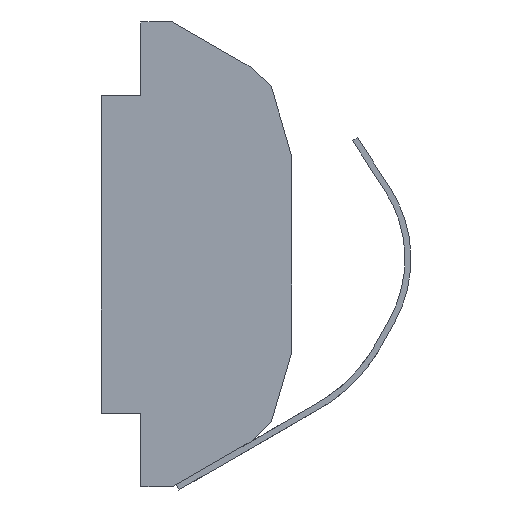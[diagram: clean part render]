
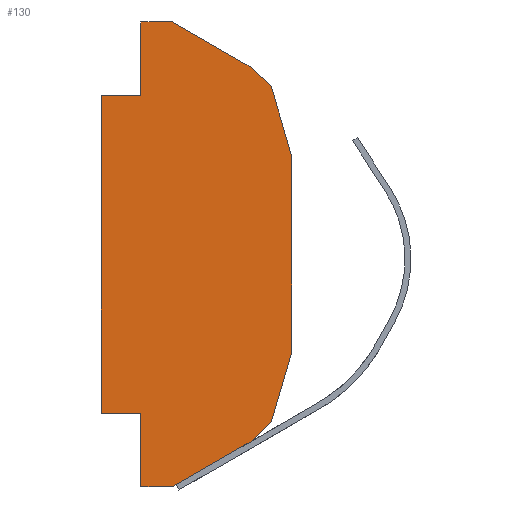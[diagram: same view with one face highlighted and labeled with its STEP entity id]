
A CAD part, left-side view. The second image highlights one B-rep face of the part: STEP entity #130.
In plain terms, the highlighted planar face has unit normal (-1, 0, 0).
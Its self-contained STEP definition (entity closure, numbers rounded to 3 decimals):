
#130=ADVANCED_FACE('',(#283),#284,.F.);
#283=FACE_OUTER_BOUND('',#458,.T.);
#284=PLANE('',#459);
#458=EDGE_LOOP('',(#774,#775,#776,#777,#778,#779,#780,#781,#782,#783,#784,#785,#786,#787));
#459=AXIS2_PLACEMENT_3D('',#788,#789,#790);
#774=ORIENTED_EDGE('',*,*,#1195,.F.);
#775=ORIENTED_EDGE('',*,*,#1153,.F.);
#776=ORIENTED_EDGE('',*,*,#1158,.F.);
#777=ORIENTED_EDGE('',*,*,#1162,.F.);
#778=ORIENTED_EDGE('',*,*,#1166,.F.);
#779=ORIENTED_EDGE('',*,*,#1170,.F.);
#780=ORIENTED_EDGE('',*,*,#1201,.F.);
#781=ORIENTED_EDGE('',*,*,#1174,.F.);
#782=ORIENTED_EDGE('',*,*,#1179,.F.);
#783=ORIENTED_EDGE('',*,*,#1182,.F.);
#784=ORIENTED_EDGE('',*,*,#1138,.F.);
#785=ORIENTED_EDGE('',*,*,#1186,.F.);
#786=ORIENTED_EDGE('',*,*,#1192,.F.);
#787=ORIENTED_EDGE('',*,*,#1202,.F.);
#788=CARTESIAN_POINT('',(-8.0,-1.198,0.0));
#789=DIRECTION('',(1.0,0.0,0.0));
#790=DIRECTION('',(0.0,0.0,-1.0));
#1138=EDGE_CURVE('',#1391,#1393,#1394,.T.);
#1153=EDGE_CURVE('',#1415,#1417,#1418,.T.);
#1158=EDGE_CURVE('',#1423,#1415,#1425,.T.);
#1162=EDGE_CURVE('',#1429,#1423,#1431,.T.);
#1166=EDGE_CURVE('',#1435,#1429,#1437,.T.);
#1170=EDGE_CURVE('',#1441,#1435,#1443,.T.);
#1174=EDGE_CURVE('',#1448,#1450,#1451,.T.);
#1179=EDGE_CURVE('',#1456,#1448,#1458,.T.);
#1182=EDGE_CURVE('',#1393,#1456,#1461,.T.);
#1186=EDGE_CURVE('',#1465,#1391,#1467,.T.);
#1192=EDGE_CURVE('',#1473,#1465,#1475,.T.);
#1195=EDGE_CURVE('',#1417,#1479,#1480,.T.);
#1201=EDGE_CURVE('',#1450,#1441,#1486,.T.);
#1202=EDGE_CURVE('',#1479,#1473,#1487,.T.);
#1391=VERTEX_POINT('',#1791);
#1393=VERTEX_POINT('',#1794);
#1394=LINE('',#1795,#1796);
#1415=VERTEX_POINT('',#1824);
#1417=VERTEX_POINT('',#1827);
#1418=LINE('',#1828,#1829);
#1423=VERTEX_POINT('',#1836);
#1425=LINE('',#1839,#1840);
#1429=VERTEX_POINT('',#1845);
#1431=LINE('',#1848,#1849);
#1435=VERTEX_POINT('',#1854);
#1437=LINE('',#1857,#1858);
#1441=VERTEX_POINT('',#1863);
#1443=LINE('',#1866,#1867);
#1448=VERTEX_POINT('',#1873);
#1450=VERTEX_POINT('',#1876);
#1451=LINE('',#1877,#1878);
#1456=VERTEX_POINT('',#1885);
#1458=LINE('',#1888,#1889);
#1461=LINE('',#1893,#1894);
#1465=VERTEX_POINT('',#1899);
#1467=LINE('',#1902,#1903);
#1473=VERTEX_POINT('',#1912);
#1475=LINE('',#1915,#1916);
#1479=VERTEX_POINT('',#1921);
#1480=LINE('',#1922,#1923);
#1486=LINE('',#1932,#1933);
#1487=LINE('',#1934,#1935);
#1791=CARTESIAN_POINT('',(-8.0,-2.775,-4.71));
#1794=CARTESIAN_POINT('',(-8.0,-0.8,-5.85));
#1795=CARTESIAN_POINT('',(-8.0,-2.775,-4.71));
#1796=VECTOR('',#2189,2.28);
#1824=CARTESIAN_POINT('',(-8.0,-2.775,4.71));
#1827=CARTESIAN_POINT('',(-8.0,-3.287,4.22));
#1828=CARTESIAN_POINT('',(-8.0,-2.775,4.71));
#1829=VECTOR('',#2207,0.709);
#1836=CARTESIAN_POINT('',(-8.0,-0.8,5.85));
#1839=CARTESIAN_POINT('',(-8.0,-0.8,5.85));
#1840=VECTOR('',#2211,2.28);
#1845=CARTESIAN_POINT('',(-8.0,0.,5.85));
#1848=CARTESIAN_POINT('',(-8.0,0.,5.85));
#1849=VECTOR('',#2214,0.8);
#1854=CARTESIAN_POINT('',(-8.0,0.,4.0));
#1857=CARTESIAN_POINT('',(-8.0,0.,4.0));
#1858=VECTOR('',#2217,1.85);
#1863=CARTESIAN_POINT('',(-8.0,1.,4.0));
#1866=CARTESIAN_POINT('',(-8.0,1.,4.0));
#1867=VECTOR('',#2220,1.0);
#1873=CARTESIAN_POINT('',(-8.0,0.,-4.0));
#1876=CARTESIAN_POINT('',(-8.0,1.,-4.0));
#1877=CARTESIAN_POINT('',(-8.0,0.,-4.0));
#1878=VECTOR('',#2223,1.0);
#1885=CARTESIAN_POINT('',(-8.0,0.,-5.85));
#1888=CARTESIAN_POINT('',(-8.0,0.,-5.85));
#1889=VECTOR('',#2227,1.85);
#1893=CARTESIAN_POINT('',(-8.0,-0.8,-5.85));
#1894=VECTOR('',#2229,0.8);
#1899=CARTESIAN_POINT('',(-8.0,-3.287,-4.22));
#1902=CARTESIAN_POINT('',(-8.0,-3.287,-4.22));
#1903=VECTOR('',#2232,0.709);
#1912=CARTESIAN_POINT('',(-8.0,-3.8,-2.466));
#1915=CARTESIAN_POINT('',(-8.0,-3.8,-2.466));
#1916=VECTOR('',#2237,1.828);
#1921=CARTESIAN_POINT('',(-8.0,-3.8,2.466));
#1922=CARTESIAN_POINT('',(-8.0,-3.287,4.22));
#1923=VECTOR('',#2239,1.828);
#1932=CARTESIAN_POINT('',(-8.0,1.,-4.0));
#1933=VECTOR('',#2243,8.0);
#1934=CARTESIAN_POINT('',(-8.0,-3.8,2.466));
#1935=VECTOR('',#2244,4.931);
#2189=DIRECTION('',(0.0,0.866,-0.5));
#2207=DIRECTION('',(0.0,-0.723,-0.691));
#2211=DIRECTION('',(0.0,-0.866,-0.5));
#2214=DIRECTION('',(0.0,-1.0,0.0));
#2217=DIRECTION('',(0.0,0.0,1.0));
#2220=DIRECTION('',(0.0,-1.0,0.0));
#2223=DIRECTION('',(0.0,1.0,0.0));
#2227=DIRECTION('',(0.0,0.0,1.0));
#2229=DIRECTION('',(0.0,1.0,0.0));
#2232=DIRECTION('',(0.0,0.723,-0.691));
#2237=DIRECTION('',(0.0,0.281,-0.96));
#2239=DIRECTION('',(0.0,-0.281,-0.96));
#2243=DIRECTION('',(0.0,0.0,1.0));
#2244=DIRECTION('',(0.0,0.0,-1.0));
